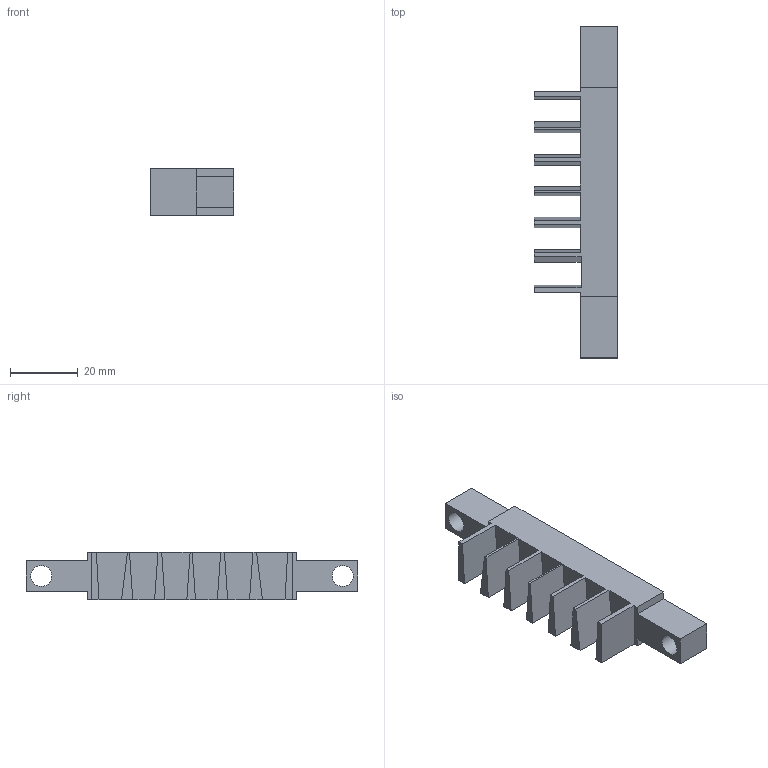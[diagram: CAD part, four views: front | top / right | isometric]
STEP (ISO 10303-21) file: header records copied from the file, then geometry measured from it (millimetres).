
FILE_DESCRIPTION(/* description */ (''),/* implementation_level */ '2;1');
FILE_NAME(/* name */ 'neckGuiderFret2Top.step',/* time_stamp */ '2023-05-29T15:52:16+02:00',/* author */ (''),/* organization */ (''),/* preprocessor_version */ 'ST-DEVELOPER v19.2',/* originating_system */ 'Autodesk Translation Framework v12.4.0.73',/* authorisation */ '');
FILE_SCHEMA (('AUTOMOTIVE_DESIGN { 1 0 10303 214 3 1 1 }'));
Length unit declared in the file: millimetre
Products named in the file (1): Neck_guider_universal
Bounding box: 24.6 x 97.9 x 14 mm (x, y, z)
Volume: 15052.6 mm3; surface area: 8206.3 mm2
Topology: 1 solids, 1 shells, 44 faces, 126 edges, 84 vertices
Faces by surface type: plane 42, cylinder 2
Full cylindrical faces by diameter (mm): 6.2 x2
Entity records: 1455 total; most frequent: CARTESIAN_POINT 255, ORIENTED_EDGE 252, DIRECTION 220, EDGE_CURVE 126, LINE 122, VECTOR 122, VERTEX_POINT 84, AXIS2_PLACEMENT_3D 49
